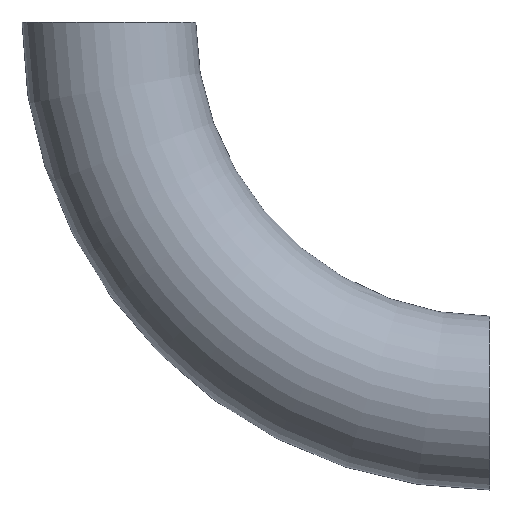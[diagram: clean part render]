
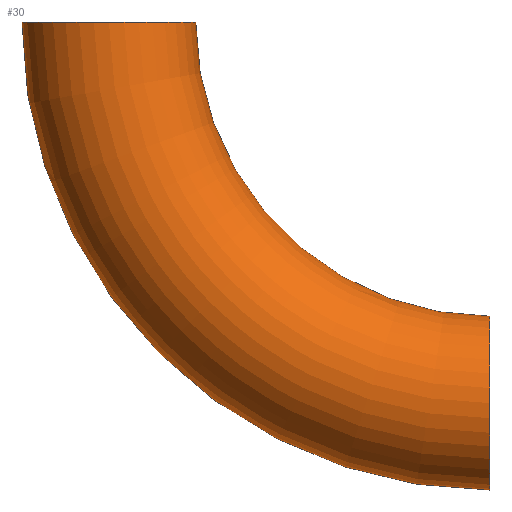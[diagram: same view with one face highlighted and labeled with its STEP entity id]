
A CAD part, front view. The second image highlights one B-rep face of the part: STEP entity #30.
In plain terms, the highlighted toroidal (fillet/blend) face has major radius 93 mm and minor radius 21.2 mm.
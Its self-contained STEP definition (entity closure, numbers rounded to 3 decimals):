
#4 = CIRCLE ( 'NONE', #240, 21.2 ) ;
#5 = ORIENTED_EDGE ( 'NONE', *, *, #60, .F. ) ;
#10 = VERTEX_POINT ( 'NONE', #189 ) ;
#18 = FACE_OUTER_BOUND ( 'NONE', #206, .T. ) ;
#28 = DIRECTION ( 'NONE',  ( 0., 0., 1. ) ) ;
#30 = ADVANCED_FACE ( 'NONE', ( #18 ), #38, .T. ) ;
#38 = TOROIDAL_SURFACE ( 'NONE', #117, 93., 21.2 ) ;
#46 = DIRECTION ( 'NONE',  ( 0., 1., 0. ) ) ;
#48 = DIRECTION ( 'NONE',  ( 0., 1., 0. ) ) ;
#51 = EDGE_CURVE ( 'NONE', #199, #10, #4, .T. ) ;
#54 = CARTESIAN_POINT ( 'NONE',  ( 0., 0., -93. ) ) ;
#60 = EDGE_CURVE ( 'NONE', #175, #169, #235, .T. ) ;
#69 = AXIS2_PLACEMENT_3D ( 'NONE', #146, #46, #219 ) ;
#72 = CARTESIAN_POINT ( 'NONE',  ( 0., 0., 0. ) ) ;
#79 = EDGE_CURVE ( 'NONE', #10, #169, #179, .T. ) ;
#95 = AXIS2_PLACEMENT_3D ( 'NONE', #132, #111, #173 ) ;
#101 = CARTESIAN_POINT ( 'NONE',  ( -71.8, 0., 0. ) ) ;
#111 = DIRECTION ( 'NONE',  ( 0., 0., 1. ) ) ;
#115 = ORIENTED_EDGE ( 'NONE', *, *, #79, .T. ) ;
#117 = AXIS2_PLACEMENT_3D ( 'NONE', #72, #48, #28 ) ;
#132 = CARTESIAN_POINT ( 'NONE',  ( -93., 0., 0. ) ) ;
#139 = AXIS2_PLACEMENT_3D ( 'NONE', #178, #143, #236 ) ;
#140 = CIRCLE ( 'NONE', #69, 114.2 ) ;
#143 = DIRECTION ( 'NONE',  ( 0., 1., 0. ) ) ;
#146 = CARTESIAN_POINT ( 'NONE',  ( 0., 0., 0. ) ) ;
#160 = EDGE_CURVE ( 'NONE', #199, #175, #140, .T. ) ;
#169 = VERTEX_POINT ( 'NONE', #101 ) ;
#173 = DIRECTION ( 'NONE',  ( 1., 0., 0. ) ) ;
#175 = VERTEX_POINT ( 'NONE', #184 ) ;
#178 = CARTESIAN_POINT ( 'NONE',  ( 0., 0., 0. ) ) ;
#179 = CIRCLE ( 'NONE', #139, 71.8 ) ;
#184 = CARTESIAN_POINT ( 'NONE',  ( -114.2, 0., 0. ) ) ;
#187 = ORIENTED_EDGE ( 'NONE', *, *, #160, .F. ) ;
#189 = CARTESIAN_POINT ( 'NONE',  ( 0., 0., -71.8 ) ) ;
#199 = VERTEX_POINT ( 'NONE', #249 ) ;
#202 = ORIENTED_EDGE ( 'NONE', *, *, #51, .T. ) ;
#206 = EDGE_LOOP ( 'NONE', ( #187, #202, #115, #5 ) ) ;
#209 = DIRECTION ( 'NONE',  ( -1., 0., 0. ) ) ;
#219 = DIRECTION ( 'NONE',  ( 0., 0., 1. ) ) ;
#226 = DIRECTION ( 'NONE',  ( 0., 0., 1. ) ) ;
#235 = CIRCLE ( 'NONE', #95, 21.2 ) ;
#236 = DIRECTION ( 'NONE',  ( 0., 0., 1. ) ) ;
#240 = AXIS2_PLACEMENT_3D ( 'NONE', #54, #209, #226 ) ;
#249 = CARTESIAN_POINT ( 'NONE',  ( 0., 0., -114.2 ) ) ;
